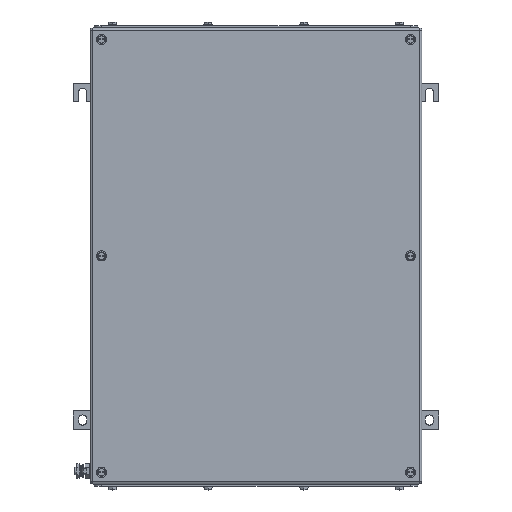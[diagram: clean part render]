
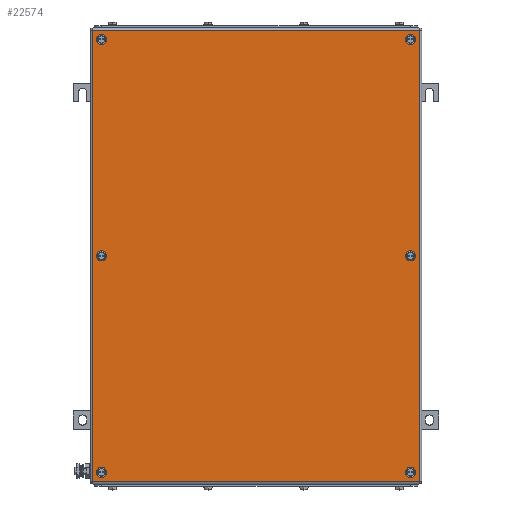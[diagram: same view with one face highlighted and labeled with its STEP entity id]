
A CAD part, top view. The second image highlights one B-rep face of the part: STEP entity #22574.
In plain terms, the highlighted planar face has unit normal (0, 0, 1).
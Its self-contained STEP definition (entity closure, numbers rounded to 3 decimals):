
#22412=AXIS2_PLACEMENT_3D('Circle Axis2P3D',#22410,#22411,$) ;
#22439=AXIS2_PLACEMENT_3D('Plane Axis2P3D',#22436,#22437,#22438) ;
#22477=AXIS2_PLACEMENT_3D('Circle Axis2P3D',#22475,#22476,$) ;
#22486=AXIS2_PLACEMENT_3D('Circle Axis2P3D',#22484,#22485,$) ;
#22495=AXIS2_PLACEMENT_3D('Circle Axis2P3D',#22493,#22494,$) ;
#22504=AXIS2_PLACEMENT_3D('Circle Axis2P3D',#22502,#22503,$) ;
#22513=AXIS2_PLACEMENT_3D('Circle Axis2P3D',#22511,#22512,$) ;
#22522=AXIS2_PLACEMENT_3D('Circle Axis2P3D',#22520,#22521,$) ;
#22531=AXIS2_PLACEMENT_3D('Circle Axis2P3D',#22529,#22530,$) ;
#22540=AXIS2_PLACEMENT_3D('Circle Axis2P3D',#22538,#22539,$) ;
#22549=AXIS2_PLACEMENT_3D('Circle Axis2P3D',#22547,#22548,$) ;
#22558=AXIS2_PLACEMENT_3D('Circle Axis2P3D',#22556,#22557,$) ;
#22567=AXIS2_PLACEMENT_3D('Circle Axis2P3D',#22565,#22566,$) ;
#22407=CARTESIAN_POINT('Vertex',(41.5,321.,153.5)) ;
#22410=CARTESIAN_POINT('Axis2P3D Location',(38.,321.,153.5)) ;
#22414=CARTESIAN_POINT('Vertex',(34.5,321.,153.5)) ;
#22436=CARTESIAN_POINT('Axis2P3D Location',(250.5,321.,153.5)) ;
#22441=CARTESIAN_POINT('Line Origine',(250.5,630.5,153.5)) ;
#22445=CARTESIAN_POINT('Vertex',(475.,630.5,153.5)) ;
#22447=CARTESIAN_POINT('Vertex',(26.,630.5,153.5)) ;
#22450=CARTESIAN_POINT('Line Origine',(26.,321.,153.5)) ;
#22454=CARTESIAN_POINT('Vertex',(26.,11.5,153.5)) ;
#22457=CARTESIAN_POINT('Line Origine',(250.5,11.5,153.5)) ;
#22461=CARTESIAN_POINT('Vertex',(475.,11.5,153.5)) ;
#22464=CARTESIAN_POINT('Line Origine',(475.,321.,153.5)) ;
#22475=CARTESIAN_POINT('Axis2P3D Location',(38.,321.,153.5)) ;
#22484=CARTESIAN_POINT('Axis2P3D Location',(463.,321.,153.5)) ;
#22488=CARTESIAN_POINT('Vertex',(466.5,321.,153.5)) ;
#22490=CARTESIAN_POINT('Vertex',(459.5,321.,153.5)) ;
#22493=CARTESIAN_POINT('Axis2P3D Location',(463.,321.,153.5)) ;
#22502=CARTESIAN_POINT('Axis2P3D Location',(38.,618.5,153.5)) ;
#22506=CARTESIAN_POINT('Vertex',(34.5,618.5,153.5)) ;
#22508=CARTESIAN_POINT('Vertex',(41.5,618.5,153.5)) ;
#22511=CARTESIAN_POINT('Axis2P3D Location',(38.,618.5,153.5)) ;
#22520=CARTESIAN_POINT('Axis2P3D Location',(38.,23.5,153.5)) ;
#22524=CARTESIAN_POINT('Vertex',(34.5,23.5,153.5)) ;
#22526=CARTESIAN_POINT('Vertex',(41.5,23.5,153.5)) ;
#22529=CARTESIAN_POINT('Axis2P3D Location',(38.,23.5,153.5)) ;
#22538=CARTESIAN_POINT('Axis2P3D Location',(463.,23.5,153.5)) ;
#22542=CARTESIAN_POINT('Vertex',(466.5,23.5,153.5)) ;
#22544=CARTESIAN_POINT('Vertex',(459.5,23.5,153.5)) ;
#22547=CARTESIAN_POINT('Axis2P3D Location',(463.,23.5,153.5)) ;
#22556=CARTESIAN_POINT('Axis2P3D Location',(463.,618.5,153.5)) ;
#22560=CARTESIAN_POINT('Vertex',(466.5,618.5,153.5)) ;
#22562=CARTESIAN_POINT('Vertex',(459.5,618.5,153.5)) ;
#22565=CARTESIAN_POINT('Axis2P3D Location',(463.,618.5,153.5)) ;
#22411=DIRECTION('Axis2P3D Direction',(0.,0.,1.)) ;
#22437=DIRECTION('Axis2P3D Direction',(0.,0.,1.)) ;
#22438=DIRECTION('Axis2P3D XDirection',(1.,0.,0.)) ;
#22442=DIRECTION('Vector Direction',(1.,0.,0.)) ;
#22451=DIRECTION('Vector Direction',(0.,-1.,0.)) ;
#22458=DIRECTION('Vector Direction',(1.,0.,0.)) ;
#22465=DIRECTION('Vector Direction',(0.,1.,0.)) ;
#22476=DIRECTION('Axis2P3D Direction',(0.,0.,1.)) ;
#22485=DIRECTION('Axis2P3D Direction',(0.,0.,1.)) ;
#22494=DIRECTION('Axis2P3D Direction',(0.,0.,1.)) ;
#22503=DIRECTION('Axis2P3D Direction',(0.,0.,1.)) ;
#22512=DIRECTION('Axis2P3D Direction',(0.,0.,1.)) ;
#22521=DIRECTION('Axis2P3D Direction',(0.,0.,1.)) ;
#22530=DIRECTION('Axis2P3D Direction',(0.,0.,1.)) ;
#22539=DIRECTION('Axis2P3D Direction',(0.,0.,1.)) ;
#22548=DIRECTION('Axis2P3D Direction',(0.,0.,1.)) ;
#22557=DIRECTION('Axis2P3D Direction',(0.,0.,1.)) ;
#22566=DIRECTION('Axis2P3D Direction',(0.,0.,1.)) ;
#22443=VECTOR('Line Direction',#22442,1.) ;
#22452=VECTOR('Line Direction',#22451,1.) ;
#22459=VECTOR('Line Direction',#22458,1.) ;
#22466=VECTOR('Line Direction',#22465,1.) ;
#22470=ORIENTED_EDGE('',*,*,#22449,.T.) ;
#22471=ORIENTED_EDGE('',*,*,#22456,.T.) ;
#22472=ORIENTED_EDGE('',*,*,#22463,.T.) ;
#22473=ORIENTED_EDGE('',*,*,#22468,.T.) ;
#22481=ORIENTED_EDGE('',*,*,#22479,.F.) ;
#22482=ORIENTED_EDGE('',*,*,#22416,.F.) ;
#22499=ORIENTED_EDGE('',*,*,#22492,.F.) ;
#22500=ORIENTED_EDGE('',*,*,#22497,.F.) ;
#22517=ORIENTED_EDGE('',*,*,#22510,.F.) ;
#22518=ORIENTED_EDGE('',*,*,#22515,.F.) ;
#22535=ORIENTED_EDGE('',*,*,#22528,.F.) ;
#22536=ORIENTED_EDGE('',*,*,#22533,.F.) ;
#22553=ORIENTED_EDGE('',*,*,#22546,.F.) ;
#22554=ORIENTED_EDGE('',*,*,#22551,.F.) ;
#22571=ORIENTED_EDGE('',*,*,#22564,.F.) ;
#22572=ORIENTED_EDGE('',*,*,#22569,.F.) ;
#22483=FACE_BOUND('',#22480,.T.) ;
#22501=FACE_BOUND('',#22498,.T.) ;
#22519=FACE_BOUND('',#22516,.T.) ;
#22537=FACE_BOUND('',#22534,.T.) ;
#22555=FACE_BOUND('',#22552,.T.) ;
#22573=FACE_BOUND('',#22570,.T.) ;
#22574=ADVANCED_FACE('ZUB_KTB_FS_624515_2GP_AllCATPart.2\\ZUB_DE_KTB_FS.1\\DE_KTB_MH_PART_MASTER.1\\Koerper.2',(#22474,#22483,#22501,#22519,#22537,#22555,#22573),#22440,.T.) ;
#22413=CIRCLE('generated circle',#22412,3.5) ;
#22478=CIRCLE('generated circle',#22477,3.5) ;
#22487=CIRCLE('generated circle',#22486,3.5) ;
#22496=CIRCLE('generated circle',#22495,3.5) ;
#22505=CIRCLE('generated circle',#22504,3.5) ;
#22514=CIRCLE('generated circle',#22513,3.5) ;
#22523=CIRCLE('generated circle',#22522,3.5) ;
#22532=CIRCLE('generated circle',#22531,3.5) ;
#22541=CIRCLE('generated circle',#22540,3.5) ;
#22550=CIRCLE('generated circle',#22549,3.5) ;
#22559=CIRCLE('generated circle',#22558,3.5) ;
#22568=CIRCLE('generated circle',#22567,3.5) ;
#22416=EDGE_CURVE('',#22408,#22415,#22413,.T.) ;
#22449=EDGE_CURVE('',#22446,#22448,#22444,.F.) ;
#22456=EDGE_CURVE('',#22448,#22455,#22453,.T.) ;
#22463=EDGE_CURVE('',#22455,#22462,#22460,.T.) ;
#22468=EDGE_CURVE('',#22462,#22446,#22467,.T.) ;
#22479=EDGE_CURVE('',#22415,#22408,#22478,.T.) ;
#22492=EDGE_CURVE('',#22489,#22491,#22487,.T.) ;
#22497=EDGE_CURVE('',#22491,#22489,#22496,.T.) ;
#22510=EDGE_CURVE('',#22507,#22509,#22505,.T.) ;
#22515=EDGE_CURVE('',#22509,#22507,#22514,.T.) ;
#22528=EDGE_CURVE('',#22525,#22527,#22523,.T.) ;
#22533=EDGE_CURVE('',#22527,#22525,#22532,.T.) ;
#22546=EDGE_CURVE('',#22543,#22545,#22541,.T.) ;
#22551=EDGE_CURVE('',#22545,#22543,#22550,.T.) ;
#22564=EDGE_CURVE('',#22561,#22563,#22559,.T.) ;
#22569=EDGE_CURVE('',#22563,#22561,#22568,.T.) ;
#22469=EDGE_LOOP('',(#22470,#22471,#22472,#22473)) ;
#22480=EDGE_LOOP('',(#22481,#22482)) ;
#22498=EDGE_LOOP('',(#22499,#22500)) ;
#22516=EDGE_LOOP('',(#22517,#22518)) ;
#22534=EDGE_LOOP('',(#22535,#22536)) ;
#22552=EDGE_LOOP('',(#22553,#22554)) ;
#22570=EDGE_LOOP('',(#22571,#22572)) ;
#22474=FACE_OUTER_BOUND('',#22469,.T.) ;
#22444=LINE('Line',#22441,#22443) ;
#22453=LINE('Line',#22450,#22452) ;
#22460=LINE('Line',#22457,#22459) ;
#22467=LINE('Line',#22464,#22466) ;
#22440=PLANE('',#22439) ;
#22408=VERTEX_POINT('',#22407) ;
#22415=VERTEX_POINT('',#22414) ;
#22446=VERTEX_POINT('',#22445) ;
#22448=VERTEX_POINT('',#22447) ;
#22455=VERTEX_POINT('',#22454) ;
#22462=VERTEX_POINT('',#22461) ;
#22489=VERTEX_POINT('',#22488) ;
#22491=VERTEX_POINT('',#22490) ;
#22507=VERTEX_POINT('',#22506) ;
#22509=VERTEX_POINT('',#22508) ;
#22525=VERTEX_POINT('',#22524) ;
#22527=VERTEX_POINT('',#22526) ;
#22543=VERTEX_POINT('',#22542) ;
#22545=VERTEX_POINT('',#22544) ;
#22561=VERTEX_POINT('',#22560) ;
#22563=VERTEX_POINT('',#22562) ;
